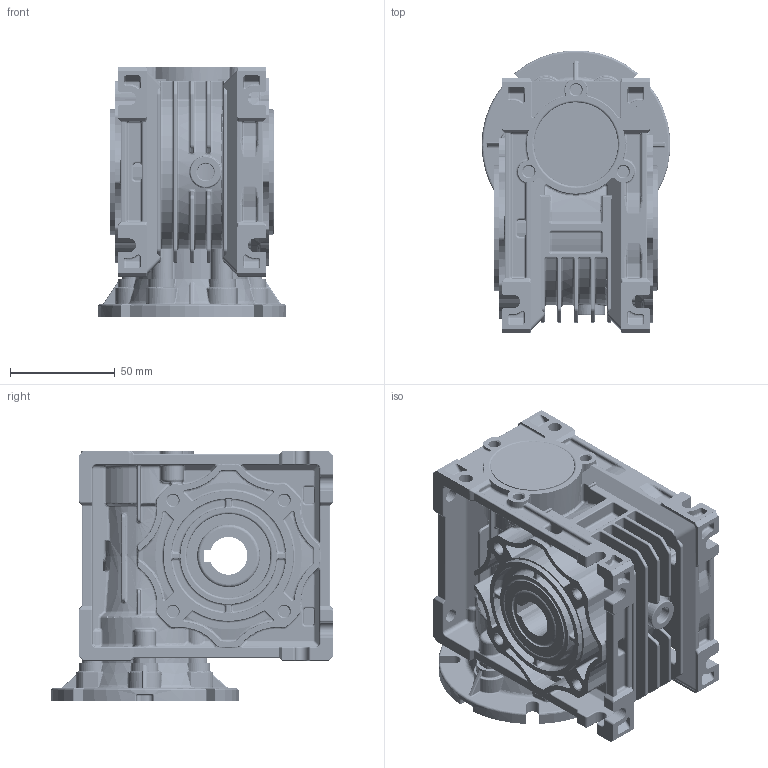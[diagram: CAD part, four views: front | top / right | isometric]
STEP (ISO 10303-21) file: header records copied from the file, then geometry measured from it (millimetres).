
FILE_DESCRIPTION (( 'STEP AP203' ), '1' );
FILE_NAME ('FCNDK40-63B14.STEP', '2024-04-26T01:41:13', ( '123' ), ( '' ), 'SwSTEP 2.0', 'SolidWorks 2023', '' );
FILE_SCHEMA (( 'CONFIG_CONTROL_DESIGN' ));
Length unit declared in the file: millimetre
Products named in the file (11): hex lobular socket head cap screws-8.8 gb_GB_HEXAGON_TYPE22 M6X16-N; 40-5; 40-3; 40-1; hex lobular socket head cap screws-8.8 gb_GB_HEXAGON_TYPE22 M6X10-N; 40-6; 40-7; FCNDK40-63B14; 40-8; 40-4; 40-2
Assembly tree (19 placements, depth 2):
  FCNDK40-63B14
    40-1
    40-2
    40-3
    40-4
    40-6  x2
    40-7
    40-8
    40-5
    hex lobular socket head cap screws-8.8 gb_GB_HEXAGON_TYPE22 M6X10-N  x4
    hex lobular socket head cap screws-8.8 gb_GB_HEXAGON_TYPE22 M6X16-N  x6
Bounding box: 89.98 x 134.86 x 119.2 mm (x, y, z)
Volume: 514481.7 mm3; surface area: 203122.6 mm2
Topology: 21 solids, 21 shells, 6073 faces, 14405 edges, 8099 vertices
Faces by surface type: cylinder 2247, bspline 1145, torus 1028, plane 995, sphere 470, cone 188
Entity records: 200425 total; most frequent: CARTESIAN_POINT 72313, ORIENTED_EDGE 27174, DIRECTION 27053, EDGE_CURVE 13587, AXIS2_PLACEMENT_3D 11475, VERTEX_POINT 7811, CIRCLE 6715, EDGE_LOOP 6036
